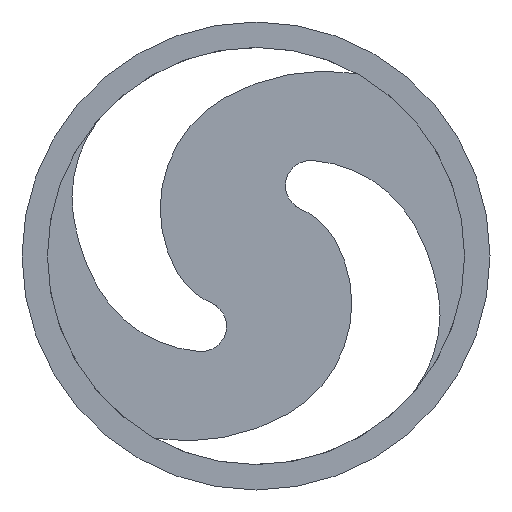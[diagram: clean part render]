
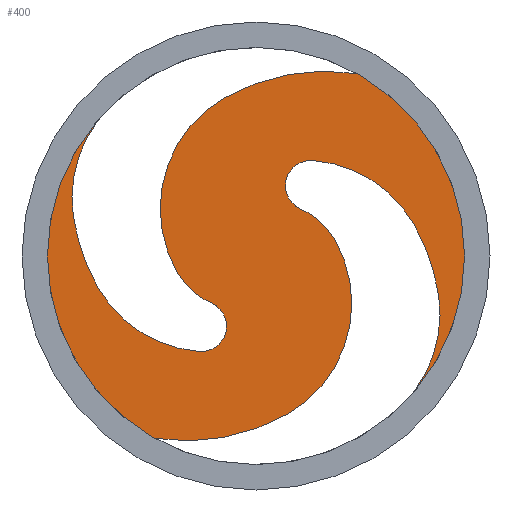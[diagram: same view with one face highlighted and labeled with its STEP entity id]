
A CAD part, front view. The second image highlights one B-rep face of the part: STEP entity #400.
In plain terms, the highlighted planar face has unit normal (0, -1, 0).
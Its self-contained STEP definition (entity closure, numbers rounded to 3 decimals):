
#18=PLANE('',#467);
#37=FACE_OUTER_BOUND('',#58,.T.);
#58=EDGE_LOOP('',(#310,#311,#312,#313,#314,#315,#316,#317,#318,#319,#320,
#321,#322,#323,#324,#325,#326,#327,#328));
#107=CIRCLE('',#421,1.);
#108=CIRCLE('',#423,2.5);
#111=CIRCLE('',#427,1.);
#112=CIRCLE('',#429,2.5);
#114=CIRCLE('',#432,5.);
#116=CIRCLE('',#435,8.);
#118=CIRCLE('',#438,5.);
#120=CIRCLE('',#441,8.);
#123=CIRCLE('',#445,5.);
#125=CIRCLE('',#448,8.);
#127=CIRCLE('',#451,5.);
#129=CIRCLE('',#454,3.);
#131=CIRCLE('',#457,5.);
#133=CIRCLE('',#460,8.);
#135=CIRCLE('',#463,5.);
#137=CIRCLE('',#466,3.);
#138=CIRCLE('',#468,8.2);
#139=CIRCLE('',#469,8.2);
#140=CIRCLE('',#470,8.2);
#148=VERTEX_POINT('',#629);
#149=VERTEX_POINT('',#631);
#150=VERTEX_POINT('',#635);
#154=VERTEX_POINT('',#644);
#155=VERTEX_POINT('',#646);
#156=VERTEX_POINT('',#650);
#158=VERTEX_POINT('',#656);
#159=VERTEX_POINT('',#657);
#162=VERTEX_POINT('',#665);
#164=VERTEX_POINT('',#671);
#165=VERTEX_POINT('',#672);
#168=VERTEX_POINT('',#680);
#172=VERTEX_POINT('',#692);
#173=VERTEX_POINT('',#694);
#175=VERTEX_POINT('',#700);
#178=VERTEX_POINT('',#713);
#179=VERTEX_POINT('',#715);
#181=VERTEX_POINT('',#721);
#182=VERTEX_POINT('',#728);
#188=EDGE_CURVE('',#148,#149,#107,.T.);
#190=EDGE_CURVE('',#150,#149,#108,.T.);
#195=EDGE_CURVE('',#154,#155,#111,.T.);
#197=EDGE_CURVE('',#156,#155,#112,.T.);
#200=EDGE_CURVE('',#158,#159,#114,.T.);
#204=EDGE_CURVE('',#162,#159,#116,.T.);
#207=EDGE_CURVE('',#164,#165,#118,.T.);
#211=EDGE_CURVE('',#168,#165,#120,.T.);
#215=EDGE_CURVE('',#148,#162,#123,.T.);
#218=EDGE_CURVE('',#173,#172,#125,.T.);
#222=EDGE_CURVE('',#172,#175,#127,.T.);
#224=EDGE_CURVE('',#175,#150,#129,.T.);
#226=EDGE_CURVE('',#154,#168,#131,.T.);
#229=EDGE_CURVE('',#179,#178,#133,.T.);
#233=EDGE_CURVE('',#178,#181,#135,.T.);
#235=EDGE_CURVE('',#181,#156,#137,.T.);
#236=EDGE_CURVE('',#164,#182,#138,.T.);
#237=EDGE_CURVE('',#182,#173,#139,.T.);
#238=EDGE_CURVE('',#158,#179,#140,.T.);
#310=ORIENTED_EDGE('',*,*,#197,.T.);
#311=ORIENTED_EDGE('',*,*,#195,.F.);
#312=ORIENTED_EDGE('',*,*,#226,.T.);
#313=ORIENTED_EDGE('',*,*,#211,.T.);
#314=ORIENTED_EDGE('',*,*,#207,.F.);
#315=ORIENTED_EDGE('',*,*,#236,.T.);
#316=ORIENTED_EDGE('',*,*,#237,.T.);
#317=ORIENTED_EDGE('',*,*,#218,.T.);
#318=ORIENTED_EDGE('',*,*,#222,.T.);
#319=ORIENTED_EDGE('',*,*,#224,.T.);
#320=ORIENTED_EDGE('',*,*,#190,.T.);
#321=ORIENTED_EDGE('',*,*,#188,.F.);
#322=ORIENTED_EDGE('',*,*,#215,.T.);
#323=ORIENTED_EDGE('',*,*,#204,.T.);
#324=ORIENTED_EDGE('',*,*,#200,.F.);
#325=ORIENTED_EDGE('',*,*,#238,.T.);
#326=ORIENTED_EDGE('',*,*,#229,.T.);
#327=ORIENTED_EDGE('',*,*,#233,.T.);
#328=ORIENTED_EDGE('',*,*,#235,.T.);
#400=ADVANCED_FACE('',(#37),#18,.F.);
#421=AXIS2_PLACEMENT_3D('',#632,#487,#488);
#423=AXIS2_PLACEMENT_3D('',#636,#492,#493);
#427=AXIS2_PLACEMENT_3D('',#647,#502,#503);
#429=AXIS2_PLACEMENT_3D('',#651,#507,#508);
#432=AXIS2_PLACEMENT_3D('',#658,#514,#515);
#435=AXIS2_PLACEMENT_3D('',#666,#522,#523);
#438=AXIS2_PLACEMENT_3D('',#673,#529,#530);
#441=AXIS2_PLACEMENT_3D('',#681,#537,#538);
#445=AXIS2_PLACEMENT_3D('',#687,#546,#547);
#448=AXIS2_PLACEMENT_3D('',#695,#553,#554);
#451=AXIS2_PLACEMENT_3D('',#702,#561,#562);
#454=AXIS2_PLACEMENT_3D('',#705,#567,#568);
#457=AXIS2_PLACEMENT_3D('',#708,#573,#574);
#460=AXIS2_PLACEMENT_3D('',#716,#580,#581);
#463=AXIS2_PLACEMENT_3D('',#723,#588,#589);
#466=AXIS2_PLACEMENT_3D('',#726,#594,#595);
#467=AXIS2_PLACEMENT_3D('',#727,#596,#597);
#468=AXIS2_PLACEMENT_3D('',#729,#598,#599);
#469=AXIS2_PLACEMENT_3D('',#730,#600,#601);
#470=AXIS2_PLACEMENT_3D('',#731,#602,#603);
#487=DIRECTION('center_axis',(0.,-1.,0.));
#488=DIRECTION('ref_axis',(0.616,0.,0.788));
#492=DIRECTION('center_axis',(0.,-1.,0.));
#493=DIRECTION('ref_axis',(-1.,0.,0.));
#502=DIRECTION('center_axis',(0.,-1.,0.));
#503=DIRECTION('ref_axis',(-0.616,0.,-0.788));
#507=DIRECTION('center_axis',(0.,-1.,0.));
#508=DIRECTION('ref_axis',(-1.,0.,0.));
#514=DIRECTION('center_axis',(0.,-1.,0.));
#515=DIRECTION('ref_axis',(0.948,0.,-0.319));
#522=DIRECTION('center_axis',(0.,1.,0.));
#523=DIRECTION('ref_axis',(0.866,0.,0.5));
#529=DIRECTION('center_axis',(0.,-1.,0.));
#530=DIRECTION('ref_axis',(-0.948,0.,0.319));
#537=DIRECTION('center_axis',(0.,1.,0.));
#538=DIRECTION('ref_axis',(-0.866,0.,-0.5));
#546=DIRECTION('center_axis',(0.,1.,0.));
#547=DIRECTION('ref_axis',(-0.5,0.,0.866));
#553=DIRECTION('center_axis',(0.,-1.,0.));
#554=DIRECTION('ref_axis',(0.5,0.,-0.866));
#561=DIRECTION('center_axis',(0.,-1.,0.));
#562=DIRECTION('ref_axis',(0.866,0.,0.5));
#567=DIRECTION('center_axis',(0.,-1.,0.));
#568=DIRECTION('ref_axis',(-0.5,0.,0.866));
#573=DIRECTION('center_axis',(0.,1.,0.));
#574=DIRECTION('ref_axis',(0.5,0.,-0.866));
#580=DIRECTION('center_axis',(0.,-1.,0.));
#581=DIRECTION('ref_axis',(-0.5,0.,0.866));
#588=DIRECTION('center_axis',(0.,-1.,0.));
#589=DIRECTION('ref_axis',(-0.866,0.,-0.5));
#594=DIRECTION('center_axis',(0.,-1.,0.));
#595=DIRECTION('ref_axis',(0.5,0.,-0.866));
#596=DIRECTION('center_axis',(0.,1.,0.));
#597=DIRECTION('ref_axis',(-1.,0.,0.));
#598=DIRECTION('center_axis',(0.,-1.,0.));
#599=DIRECTION('ref_axis',(1.,0.,0.));
#600=DIRECTION('center_axis',(0.,-1.,0.));
#601=DIRECTION('ref_axis',(1.,0.,0.));
#602=DIRECTION('center_axis',(0.,-1.,0.));
#603=DIRECTION('ref_axis',(1.,0.,0.));
#629=CARTESIAN_POINT('',(2.228,2.3,3.755));
#631=CARTESIAN_POINT('',(1.54,2.3,1.97));
#632=CARTESIAN_POINT('Origin',(2.156,2.3,2.757));
#635=CARTESIAN_POINT('',(1.591,2.3,1.929));
#636=CARTESIAN_POINT('Origin',(0.,2.3,0.));
#644=CARTESIAN_POINT('',(-2.228,2.3,-3.755));
#646=CARTESIAN_POINT('',(-1.54,2.3,-1.97));
#647=CARTESIAN_POINT('Origin',(-2.156,2.3,-2.757));
#650=CARTESIAN_POINT('',(-1.591,2.3,-1.929));
#651=CARTESIAN_POINT('Origin',(0.,2.3,0.));
#656=CARTESIAN_POINT('',(5.728,2.3,-5.868));
#657=CARTESIAN_POINT('',(7.181,2.3,-1.553));
#658=CARTESIAN_POINT('Origin',(2.235,2.3,-2.29));
#665=CARTESIAN_POINT('',(6.196,2.3,1.268));
#666=CARTESIAN_POINT('Origin',(-0.732,2.3,-2.732));
#671=CARTESIAN_POINT('',(-5.728,2.3,5.868));
#672=CARTESIAN_POINT('',(-7.181,2.3,1.553));
#673=CARTESIAN_POINT('Origin',(-2.235,2.3,2.29));
#680=CARTESIAN_POINT('',(-6.196,2.3,-1.268));
#681=CARTESIAN_POINT('Origin',(0.732,2.3,2.732));
#687=CARTESIAN_POINT('Origin',(1.866,2.3,-1.232));
#692=CARTESIAN_POINT('',(1.268,2.3,-6.196));
#694=CARTESIAN_POINT('',(-3.978,2.3,-7.17));
#695=CARTESIAN_POINT('Origin',(-2.732,2.3,0.732));
#700=CARTESIAN_POINT('',(3.098,2.3,0.634));
#702=CARTESIAN_POINT('Origin',(-1.232,2.3,-1.866));
#705=CARTESIAN_POINT('Origin',(0.5,2.3,-0.866));
#708=CARTESIAN_POINT('Origin',(-1.866,2.3,1.232));
#713=CARTESIAN_POINT('',(-1.268,2.3,6.196));
#715=CARTESIAN_POINT('',(3.978,2.3,7.17));
#716=CARTESIAN_POINT('Origin',(2.732,2.3,-0.732));
#721=CARTESIAN_POINT('',(-3.098,2.3,-0.634));
#723=CARTESIAN_POINT('Origin',(1.232,2.3,1.866));
#726=CARTESIAN_POINT('Origin',(-0.5,2.3,0.866));
#727=CARTESIAN_POINT('Origin',(0.,2.3,0.));
#728=CARTESIAN_POINT('',(-8.2,2.3,0.));
#729=CARTESIAN_POINT('Origin',(0.,2.3,0.));
#730=CARTESIAN_POINT('Origin',(0.,2.3,0.));
#731=CARTESIAN_POINT('Origin',(0.,2.3,0.));
